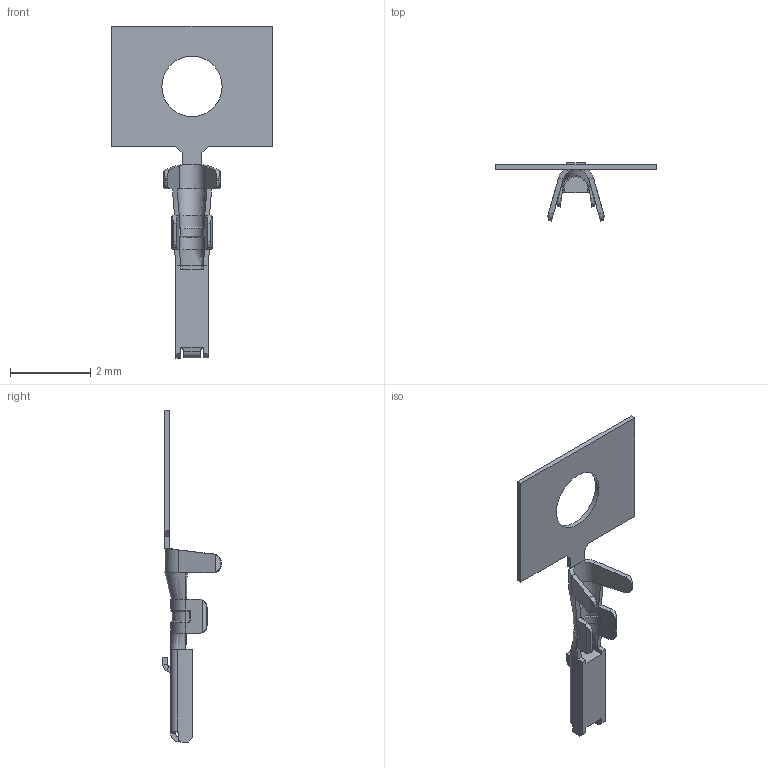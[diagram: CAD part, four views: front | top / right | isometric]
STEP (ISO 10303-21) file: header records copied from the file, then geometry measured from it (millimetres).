
FILE_DESCRIPTION( ('This file contains a STEP AP42 implementation' ,'as created by ZW3D STEP Interface translator.') ,'2;1' );
FILE_NAME( 'WF1256-TPSN01.stp' ,'23 413.183636', (''), ('ZWCAD Software Co.'), 'Version 1.0', 'ZW3D to STEP translator', '' );
FILE_SCHEMA(('AUTOMOTIVE_DESIGN { 1 0 10303 214 1 1 1 1 }'));
Length unit declared in the file: millimetre
Products named in the file (2): 0; WF1256-TPSN01001
Bounding box: 4 x 1.45 x 8.25 mm (x, y, z)
Volume: 2.7 mm3; surface area: 41.5 mm2
Topology: 1 solids, 1 shells, 162 faces, 396 edges, 234 vertices
Faces by surface type: plane 86, cylinder 46, bspline 18, torus 8, sphere 4
Full cylindrical faces by diameter (mm): 1.5 x1
Entity records: 5094 total; most frequent: CARTESIAN_POINT 1149, ORIENTED_EDGE 794, DIRECTION 760, EDGE_CURVE 396, VECTOR 274, LINE 274, AXIS2_PLACEMENT_3D 243, VERTEX_POINT 234
